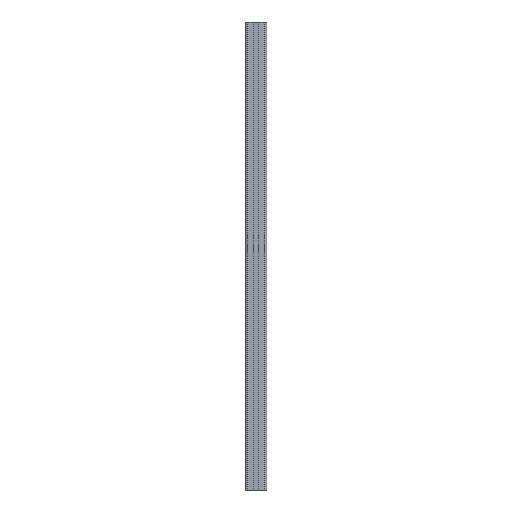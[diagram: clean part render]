
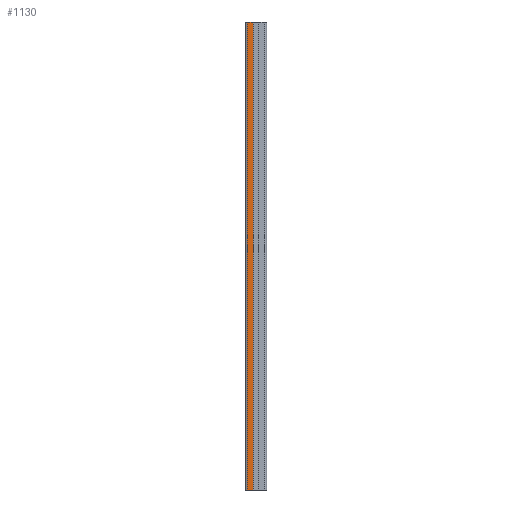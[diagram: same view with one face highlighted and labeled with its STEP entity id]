
A CAD part, left-side view. The second image highlights one B-rep face of the part: STEP entity #1130.
In plain terms, the highlighted planar face has unit normal (-1, 0, 0).
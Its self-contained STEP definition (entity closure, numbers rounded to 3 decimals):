
#21=PLANE('',#1248);
#62=FACE_OUTER_BOUND('',#123,.T.);
#123=EDGE_LOOP('',(#894,#895,#896,#897));
#200=LINE('',#1718,#329);
#233=LINE('',#1819,#362);
#256=LINE('',#1879,#385);
#257=LINE('',#1880,#386);
#329=VECTOR('',#1365,1000.);
#362=VECTOR('',#1436,1000.);
#385=VECTOR('',#1483,1000.);
#386=VECTOR('',#1484,1000.);
#513=VERTEX_POINT('',#1715);
#514=VERTEX_POINT('',#1717);
#562=VERTEX_POINT('',#1816);
#563=VERTEX_POINT('',#1818);
#629=EDGE_CURVE('',#514,#513,#200,.T.);
#680=EDGE_CURVE('',#562,#563,#233,.T.);
#712=EDGE_CURVE('',#513,#563,#256,.T.);
#713=EDGE_CURVE('',#514,#562,#257,.T.);
#894=ORIENTED_EDGE('',*,*,#712,.T.);
#895=ORIENTED_EDGE('',*,*,#680,.F.);
#896=ORIENTED_EDGE('',*,*,#713,.F.);
#897=ORIENTED_EDGE('',*,*,#629,.T.);
#1130=ADVANCED_FACE('',(#62),#21,.T.);
#1248=AXIS2_PLACEMENT_3D('',#1878,#1481,#1482);
#1365=DIRECTION('',(0.,-1.,0.));
#1436=DIRECTION('',(0.,-1.,0.));
#1481=DIRECTION('center_axis',(-1.,0.,0.));
#1482=DIRECTION('ref_axis',(0.,0.,1.));
#1483=DIRECTION('',(0.,0.,1.));
#1484=DIRECTION('',(0.,0.,1.));
#1715=CARTESIAN_POINT('',(-10.,2.5,-440.));
#1717=CARTESIAN_POINT('',(-10.,8.,-440.));
#1718=CARTESIAN_POINT('',(-10.,-8.,-440.));
#1816=CARTESIAN_POINT('',(-10.,8.,0.));
#1818=CARTESIAN_POINT('',(-10.,2.5,0.));
#1819=CARTESIAN_POINT('',(-10.,-8.,0.));
#1878=CARTESIAN_POINT('Origin',(-10.,-8.,-440.));
#1879=CARTESIAN_POINT('',(-10.,2.5,-440.));
#1880=CARTESIAN_POINT('',(-10.,8.,-440.));
